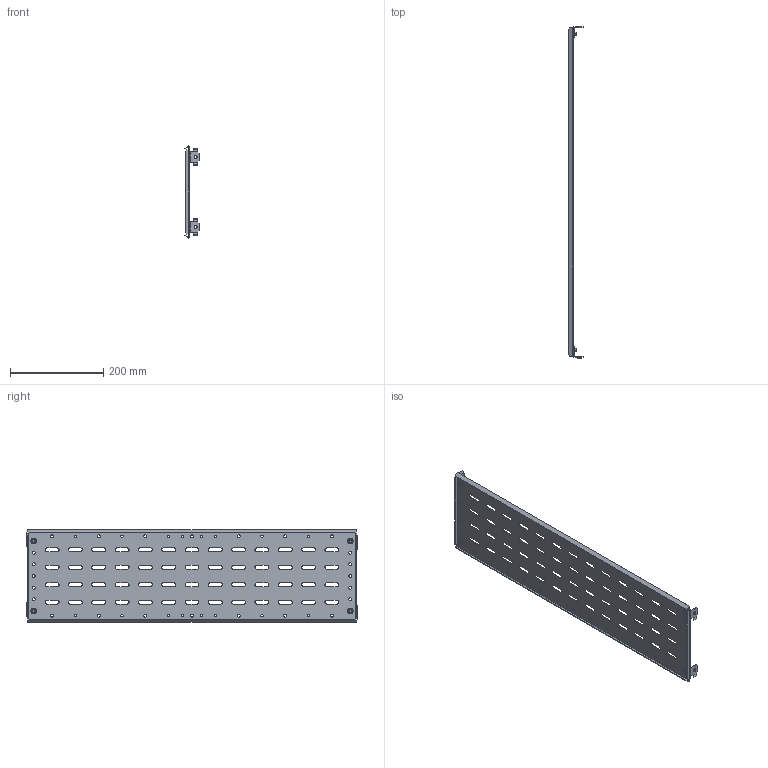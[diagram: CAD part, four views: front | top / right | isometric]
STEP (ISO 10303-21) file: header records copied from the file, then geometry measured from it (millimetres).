
FILE_DESCRIPTION (( 'STEP AP203' ), '1' );
FILE_NAME ('FO-00-SWF-020-080 FORMAT Ïåðåãîðîäêà ñåêöèîíèðîâàíèÿ çàäíÿÿ 200õ800 IEK.STEP', '2024-07-04T09:21:20', ( '' ), ( '' ), 'SwSTEP 2.0', 'SolidWorks 2022', '' );
FILE_SCHEMA (( 'CONFIG_CONTROL_DESIGN' ));
Length unit declared in the file: millimetre
Products named in the file (1): FO-00-SWF-020-080 FORMAT Перегородка секционирования задняя 200х800 IEK
Bounding box: 30.52 x 711.5 x 197.66 mm (x, y, z)
Volume: 220578.8 mm3; surface area: 301543.6 mm2
Topology: 9 solids, 9 shells, 632 faces, 1786 edges, 1180 vertices
Faces by surface type: cylinder 336, plane 264, cone 16, torus 16
Entity records: 21171 total; most frequent: DIRECTION 3772, CARTESIAN_POINT 3599, ORIENTED_EDGE 3572, EDGE_CURVE 1786, AXIS2_PLACEMENT_3D 1353, VERTEX_POINT 1180, VECTOR 1066, LINE 1066
